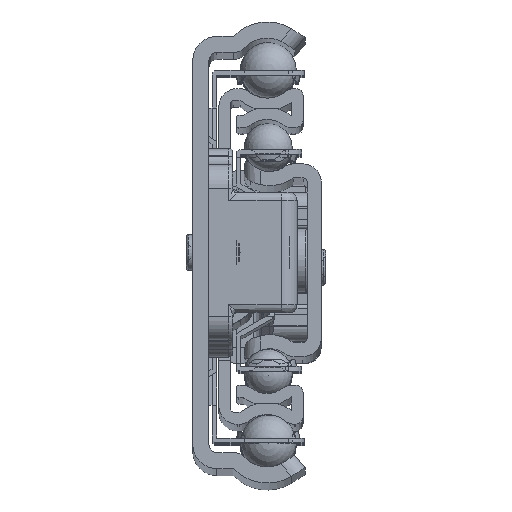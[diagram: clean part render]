
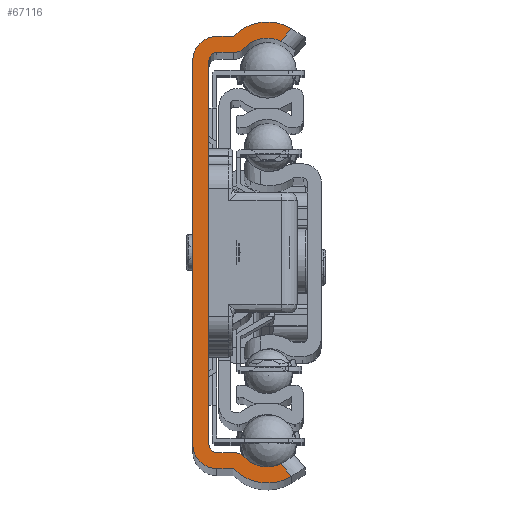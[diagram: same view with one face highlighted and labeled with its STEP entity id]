
A CAD part, top view. The second image highlights one B-rep face of the part: STEP entity #67116.
In plain terms, the highlighted planar face has unit normal (0, 0, 1).
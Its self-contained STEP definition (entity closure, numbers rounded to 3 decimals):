
#6834=LINE('',#115359,#11815);
#6856=LINE('',#115447,#11837);
#6864=LINE('',#115493,#11845);
#6875=LINE('',#115553,#11856);
#6879=LINE('',#115565,#11860);
#6883=LINE('',#115577,#11864);
#6888=LINE('',#115594,#11869);
#6892=LINE('',#115608,#11873);
#11815=VECTOR('',#82403,10.);
#11837=VECTOR('',#82491,10.);
#11845=VECTOR('',#82521,10.);
#11856=VECTOR('',#82568,10.);
#11860=VECTOR('',#82580,10.);
#11864=VECTOR('',#82592,10.);
#11869=VECTOR('',#82613,10.);
#11873=VECTOR('',#82631,10.);
#15185=PLANE('',#71704);
#17732=FACE_OUTER_BOUND('',#21227,.T.);
#21227=EDGE_LOOP('',(#51711,#51712,#51713,#51714,#51715,#51716,#51717,#51718,
#51719,#51720,#51721,#51722,#51723,#51724,#51725,#51726,#51727,#51728));
#24214=CIRCLE('',#71656,5.8);
#24216=CIRCLE('',#71665,3.8);
#24217=CIRCLE('',#71675,3.8);
#24219=CIRCLE('',#71678,2.);
#24221=CIRCLE('',#71682,1.);
#24223=CIRCLE('',#71686,1.);
#24225=CIRCLE('',#71690,2.);
#24227=CIRCLE('',#71694,5.8);
#24229=CIRCLE('',#71698,3.);
#24231=CIRCLE('',#71701,3.);
#28642=VERTEX_POINT('',#115357);
#28643=VERTEX_POINT('',#115358);
#28671=VERTEX_POINT('',#115441);
#28672=VERTEX_POINT('',#115446);
#28679=VERTEX_POINT('',#115468);
#28686=VERTEX_POINT('',#115487);
#28687=VERTEX_POINT('',#115492);
#28691=VERTEX_POINT('',#115508);
#28698=VERTEX_POINT('',#115540);
#28700=VERTEX_POINT('',#115546);
#28702=VERTEX_POINT('',#115552);
#28704=VERTEX_POINT('',#115558);
#28706=VERTEX_POINT('',#115564);
#28708=VERTEX_POINT('',#115570);
#28710=VERTEX_POINT('',#115576);
#28712=VERTEX_POINT('',#115587);
#28714=VERTEX_POINT('',#115593);
#28716=VERTEX_POINT('',#115602);
#36886=EDGE_CURVE('',#28642,#28643,#6834,.T.);
#36929=EDGE_CURVE('',#28671,#28672,#6856,.T.);
#36938=EDGE_CURVE('',#28679,#28671,#24214,.T.);
#36947=EDGE_CURVE('',#28686,#28687,#6864,.T.);
#36953=EDGE_CURVE('',#28691,#28686,#24216,.T.);
#36965=EDGE_CURVE('',#28672,#28698,#24217,.T.);
#36968=EDGE_CURVE('',#28698,#28700,#24219,.T.);
#36971=EDGE_CURVE('',#28700,#28702,#6875,.T.);
#36974=EDGE_CURVE('',#28702,#28704,#24221,.T.);
#36977=EDGE_CURVE('',#28704,#28706,#6879,.T.);
#36980=EDGE_CURVE('',#28706,#28708,#24223,.T.);
#36983=EDGE_CURVE('',#28708,#28710,#6883,.T.);
#36986=EDGE_CURVE('',#28710,#28691,#24225,.T.);
#36989=EDGE_CURVE('',#28687,#28712,#24227,.T.);
#36992=EDGE_CURVE('',#28712,#28714,#6888,.T.);
#36995=EDGE_CURVE('',#28714,#28642,#24229,.T.);
#36997=EDGE_CURVE('',#28643,#28716,#24231,.T.);
#37000=EDGE_CURVE('',#28716,#28679,#6892,.T.);
#51711=ORIENTED_EDGE('',*,*,#36929,.F.);
#51712=ORIENTED_EDGE('',*,*,#36938,.F.);
#51713=ORIENTED_EDGE('',*,*,#37000,.F.);
#51714=ORIENTED_EDGE('',*,*,#36997,.F.);
#51715=ORIENTED_EDGE('',*,*,#36886,.F.);
#51716=ORIENTED_EDGE('',*,*,#36995,.F.);
#51717=ORIENTED_EDGE('',*,*,#36992,.F.);
#51718=ORIENTED_EDGE('',*,*,#36989,.F.);
#51719=ORIENTED_EDGE('',*,*,#36947,.F.);
#51720=ORIENTED_EDGE('',*,*,#36953,.F.);
#51721=ORIENTED_EDGE('',*,*,#36986,.F.);
#51722=ORIENTED_EDGE('',*,*,#36983,.F.);
#51723=ORIENTED_EDGE('',*,*,#36980,.F.);
#51724=ORIENTED_EDGE('',*,*,#36977,.F.);
#51725=ORIENTED_EDGE('',*,*,#36974,.F.);
#51726=ORIENTED_EDGE('',*,*,#36971,.F.);
#51727=ORIENTED_EDGE('',*,*,#36968,.F.);
#51728=ORIENTED_EDGE('',*,*,#36965,.F.);
#67116=ADVANCED_FACE('',(#17732),#15185,.T.);
#71656=AXIS2_PLACEMENT_3D('',#115470,#82503,#82504);
#71665=AXIS2_PLACEMENT_3D('',#115510,#82528,#82529);
#71675=AXIS2_PLACEMENT_3D('',#115541,#82554,#82555);
#71678=AXIS2_PLACEMENT_3D('',#115547,#82561,#82562);
#71682=AXIS2_PLACEMENT_3D('',#115559,#82573,#82574);
#71686=AXIS2_PLACEMENT_3D('',#115571,#82585,#82586);
#71690=AXIS2_PLACEMENT_3D('',#115582,#82597,#82598);
#71694=AXIS2_PLACEMENT_3D('',#115588,#82606,#82607);
#71698=AXIS2_PLACEMENT_3D('',#115599,#82618,#82619);
#71701=AXIS2_PLACEMENT_3D('',#115603,#82624,#82625);
#71704=AXIS2_PLACEMENT_3D('',#115610,#82633,#82634);
#82403=DIRECTION('',(0.,1.,0.));
#82491=DIRECTION('',(-0.653,-0.757,0.));
#82503=DIRECTION('center_axis',(0.,0.,-1.));
#82504=DIRECTION('ref_axis',(-0.525,-0.851,0.));
#82521=DIRECTION('',(0.653,-0.757,0.));
#82528=DIRECTION('center_axis',(0.,0.,1.));
#82529=DIRECTION('ref_axis',(-0.724,-0.69,0.));
#82554=DIRECTION('center_axis',(0.,0.,1.));
#82555=DIRECTION('ref_axis',(0.525,0.851,0.));
#82561=DIRECTION('center_axis',(0.,0.,-1.));
#82562=DIRECTION('ref_axis',(0.,1.,0.));
#82568=DIRECTION('',(-1.,0.,0.));
#82573=DIRECTION('center_axis',(0.,0.,1.));
#82574=DIRECTION('ref_axis',(0.,1.,0.));
#82580=DIRECTION('',(0.,-1.,0.));
#82585=DIRECTION('center_axis',(0.,0.,1.));
#82586=DIRECTION('ref_axis',(-1.,0.,0.));
#82592=DIRECTION('',(1.,0.,0.));
#82597=DIRECTION('center_axis',(0.,0.,-1.));
#82598=DIRECTION('ref_axis',(-0.724,-0.69,0.));
#82606=DIRECTION('center_axis',(0.,0.,-1.));
#82607=DIRECTION('ref_axis',(0.724,0.69,0.));
#82613=DIRECTION('',(-1.,0.,0.));
#82618=DIRECTION('center_axis',(0.,0.,-1.));
#82619=DIRECTION('ref_axis',(1.,0.,0.));
#82624=DIRECTION('center_axis',(0.,0.,-1.));
#82625=DIRECTION('ref_axis',(0.,-1.,0.));
#82631=DIRECTION('',(1.,0.,0.));
#82633=DIRECTION('center_axis',(0.,0.,1.));
#82634=DIRECTION('ref_axis',(1.,0.,0.));
#115357=CARTESIAN_POINT('',(-9.25,-23.9,500.));
#115358=CARTESIAN_POINT('',(-9.25,23.9,500.));
#115359=CARTESIAN_POINT('',(-9.25,-23.9,500.));
#115441=CARTESIAN_POINT('',(3.027,27.848,500.));
#115446=CARTESIAN_POINT('',(1.693,26.302,500.));
#115447=CARTESIAN_POINT('',(-5.642,17.798,500.));
#115468=CARTESIAN_POINT('',(-4.2,26.9,500.));
#115470=CARTESIAN_POINT('Origin',(0.,22.9,
500.));
#115487=CARTESIAN_POINT('',(1.693,-26.302,500.));
#115492=CARTESIAN_POINT('',(3.027,-27.848,500.));
#115493=CARTESIAN_POINT('',(-6.304,-17.031,500.));
#115508=CARTESIAN_POINT('',(-2.752,-25.521,500.));
#115510=CARTESIAN_POINT('Origin',(0.,-22.9,
500.));
#115540=CARTESIAN_POINT('',(-2.752,25.521,500.));
#115541=CARTESIAN_POINT('Origin',(0.,22.9,
500.));
#115546=CARTESIAN_POINT('',(-4.2,24.9,500.));
#115547=CARTESIAN_POINT('Origin',(-4.2,26.9,500.));
#115552=CARTESIAN_POINT('',(-6.25,24.9,500.));
#115553=CARTESIAN_POINT('',(-4.2,24.9,500.));
#115558=CARTESIAN_POINT('',(-7.25,23.9,500.));
#115559=CARTESIAN_POINT('Origin',(-6.25,23.9,500.));
#115564=CARTESIAN_POINT('',(-7.25,-23.9,500.));
#115565=CARTESIAN_POINT('',(-7.25,23.9,500.));
#115570=CARTESIAN_POINT('',(-6.25,-24.9,500.));
#115571=CARTESIAN_POINT('Origin',(-6.25,-23.9,500.));
#115576=CARTESIAN_POINT('',(-4.2,-24.9,500.));
#115577=CARTESIAN_POINT('',(-6.25,-24.9,500.));
#115582=CARTESIAN_POINT('Origin',(-4.2,-26.9,500.));
#115587=CARTESIAN_POINT('',(-4.2,-26.9,500.));
#115588=CARTESIAN_POINT('Origin',(0.,-22.9,
500.));
#115593=CARTESIAN_POINT('',(-6.25,-26.9,500.));
#115594=CARTESIAN_POINT('',(-4.2,-26.9,500.));
#115599=CARTESIAN_POINT('Origin',(-6.25,-23.9,500.));
#115602=CARTESIAN_POINT('',(-6.25,26.9,500.));
#115603=CARTESIAN_POINT('Origin',(-6.25,23.9,500.));
#115608=CARTESIAN_POINT('',(-6.25,26.9,500.));
#115610=CARTESIAN_POINT('Origin',(-5.819,0.,
500.));
